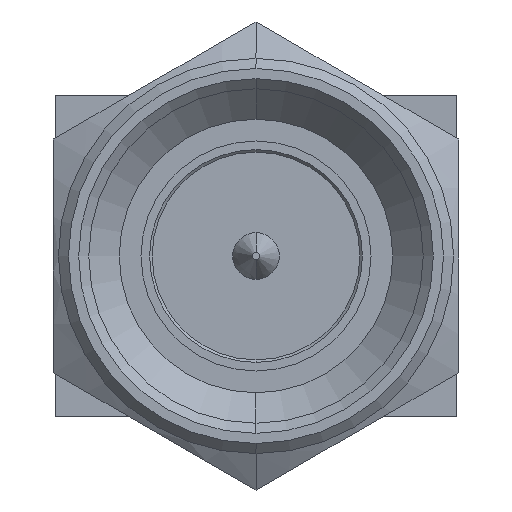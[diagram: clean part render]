
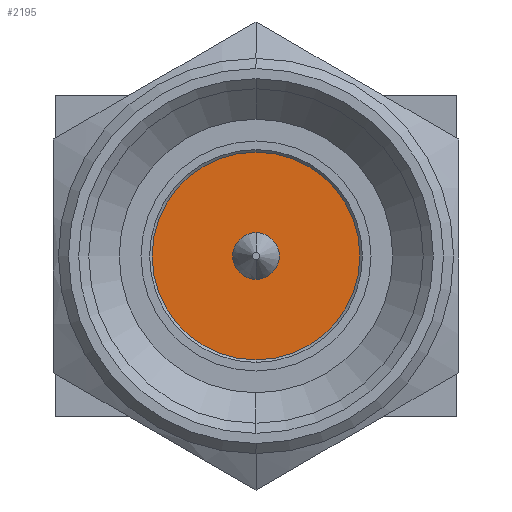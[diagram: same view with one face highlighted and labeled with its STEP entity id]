
A CAD part, left-side view. The second image highlights one B-rep face of the part: STEP entity #2195.
In plain terms, the highlighted planar face has unit normal (-1, 0, 0).
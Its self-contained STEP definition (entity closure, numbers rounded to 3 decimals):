
#122 = ORIENTED_EDGE ( 'NONE', *, *, #2118, .T. ) ;
#180 = DIRECTION ( 'NONE',  ( 0., 0., 1. ) ) ;
#358 = AXIS2_PLACEMENT_3D ( 'NONE', #2099, #2786, #594 ) ;
#379 = CARTESIAN_POINT ( 'NONE',  ( 2.95, 0., 0. ) ) ;
#475 = AXIS2_PLACEMENT_3D ( 'NONE', #2188, #679, #1967 ) ;
#594 = DIRECTION ( 'NONE',  ( 0., 0., 1. ) ) ;
#628 = EDGE_CURVE ( 'NONE', #1337, #1996, #1951, .T. ) ;
#629 = PLANE ( 'NONE',  #2320 ) ;
#679 = DIRECTION ( 'NONE',  ( -1., 0., 0. ) ) ;
#723 = VERTEX_POINT ( 'NONE', #1476 ) ;
#869 = CIRCLE ( 'NONE', #358, 0.46 ) ;
#880 = DIRECTION ( 'NONE',  ( -1., 0., 0. ) ) ;
#934 = EDGE_LOOP ( 'NONE', ( #2703, #2689 ) ) ;
#1009 = AXIS2_PLACEMENT_3D ( 'NONE', #2756, #1461, #180 ) ;
#1071 = EDGE_CURVE ( 'NONE', #1996, #1337, #869, .T. ) ;
#1149 = EDGE_CURVE ( 'NONE', #2642, #723, #2468, .T. ) ;
#1277 = DIRECTION ( 'NONE',  ( 0., 0., 1. ) ) ;
#1294 = CARTESIAN_POINT ( 'NONE',  ( 2.95, 0., -0.46 ) ) ;
#1337 = VERTEX_POINT ( 'NONE', #1294 ) ;
#1461 = DIRECTION ( 'NONE',  ( -1., 0., 0. ) ) ;
#1476 = CARTESIAN_POINT ( 'NONE',  ( 2.95, 0., 2.05 ) ) ;
#1673 = CARTESIAN_POINT ( 'NONE',  ( 2.95, 0., -2.05 ) ) ;
#1818 = AXIS2_PLACEMENT_3D ( 'NONE', #379, #880, #2399 ) ;
#1920 = EDGE_LOOP ( 'NONE', ( #122, #2614 ) ) ;
#1951 = CIRCLE ( 'NONE', #475, 0.46 ) ;
#1967 = DIRECTION ( 'NONE',  ( 0., 0., 1. ) ) ;
#1973 = FACE_OUTER_BOUND ( 'NONE', #1920, .T. ) ;
#1993 = CARTESIAN_POINT ( 'NONE',  ( 2.95, 0., 0.46 ) ) ;
#1996 = VERTEX_POINT ( 'NONE', #1993 ) ;
#2099 = CARTESIAN_POINT ( 'NONE',  ( 2.95, 0., 0. ) ) ;
#2118 = EDGE_CURVE ( 'NONE', #723, #2642, #2617, .T. ) ;
#2188 = CARTESIAN_POINT ( 'NONE',  ( 2.95, 0., 0. ) ) ;
#2195 = ADVANCED_FACE ( 'NONE', ( #1973, #2425 ), #629, .T. ) ;
#2320 = AXIS2_PLACEMENT_3D ( 'NONE', #2782, #2570, #1277 ) ;
#2399 = DIRECTION ( 'NONE',  ( 0., 0., 1. ) ) ;
#2425 = FACE_BOUND ( 'NONE', #934, .T. ) ;
#2468 = CIRCLE ( 'NONE', #1818, 2.05 ) ;
#2570 = DIRECTION ( 'NONE',  ( -1., 0., 0. ) ) ;
#2614 = ORIENTED_EDGE ( 'NONE', *, *, #1149, .T. ) ;
#2617 = CIRCLE ( 'NONE', #1009, 2.05 ) ;
#2642 = VERTEX_POINT ( 'NONE', #1673 ) ;
#2689 = ORIENTED_EDGE ( 'NONE', *, *, #628, .F. ) ;
#2703 = ORIENTED_EDGE ( 'NONE', *, *, #1071, .F. ) ;
#2756 = CARTESIAN_POINT ( 'NONE',  ( 2.95, 0., 0. ) ) ;
#2782 = CARTESIAN_POINT ( 'NONE',  ( 2.95, 0., 0. ) ) ;
#2786 = DIRECTION ( 'NONE',  ( -1., 0., 0. ) ) ;
